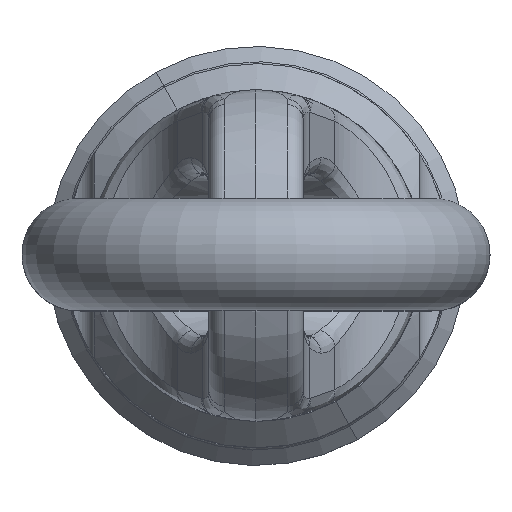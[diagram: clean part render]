
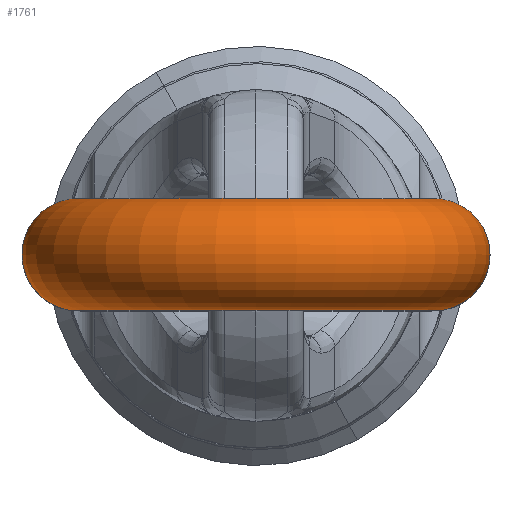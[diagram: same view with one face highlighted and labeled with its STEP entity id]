
A CAD part, top view. The second image highlights one B-rep face of the part: STEP entity #1761.
In plain terms, the highlighted toroidal (fillet/blend) face has major radius 51 mm and minor radius 16 mm.
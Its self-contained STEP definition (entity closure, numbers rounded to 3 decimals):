
#1709=CARTESIAN_POINT('Vertex',(-51.198,16.,136.5)) ;
#1716=CARTESIAN_POINT('Vertex',(-51.198,-16.,136.5)) ;
#1719=CARTESIAN_POINT('Axis2P3D Location',(-51.198,0.,136.5)) ;
#1731=CARTESIAN_POINT('Axis2P3D Location',(-0.198,0.,136.5)) ;
#1736=CARTESIAN_POINT('Axis2P3D Location',(-0.198,16.,136.5)) ;
#1740=CARTESIAN_POINT('Vertex',(50.802,16.,136.5)) ;
#1743=CARTESIAN_POINT('Axis2P3D Location',(-0.198,-16.,136.5)) ;
#1747=CARTESIAN_POINT('Vertex',(50.802,-16.,136.5)) ;
#1750=CARTESIAN_POINT('Axis2P3D Location',(50.802,0.,136.5)) ;
#1720=DIRECTION('Axis2P3D Direction',(0.,0.,1.)) ;
#1732=DIRECTION('Axis2P3D Direction',(0.,1.,0.)) ;
#1733=DIRECTION('Axis2P3D XDirection',(-1.,0.,0.)) ;
#1737=DIRECTION('Axis2P3D Direction',(0.,1.,-0.)) ;
#1744=DIRECTION('Axis2P3D Direction',(0.,1.,-0.)) ;
#1751=DIRECTION('Axis2P3D Direction',(0.,0.,1.)) ;
#1721=AXIS2_PLACEMENT_3D('Circle Axis2P3D',#1719,#1720,$) ;
#1734=AXIS2_PLACEMENT_3D('Torus Axis2P3D',#1731,#1732,#1733) ;
#1738=AXIS2_PLACEMENT_3D('Circle Axis2P3D',#1736,#1737,$) ;
#1745=AXIS2_PLACEMENT_3D('Circle Axis2P3D',#1743,#1744,$) ;
#1752=AXIS2_PLACEMENT_3D('Circle Axis2P3D',#1750,#1751,$) ;
#1756=ORIENTED_EDGE('',*,*,#1742,.F.) ;
#1757=ORIENTED_EDGE('',*,*,#1723,.T.) ;
#1758=ORIENTED_EDGE('',*,*,#1749,.T.) ;
#1759=ORIENTED_EDGE('',*,*,#1754,.F.) ;
#1761=ADVANCED_FACE('YK8216-160C.1\\\X2\81E5935B7CBE52A05DE55716\X0\',(#1760),#1735,.T.) ;
#1722=CIRCLE('generated circle',#1721,16.) ;
#1739=CIRCLE('generated circle',#1738,51.) ;
#1746=CIRCLE('generated circle',#1745,51.) ;
#1753=CIRCLE('generated circle',#1752,16.) ;
#1735=TOROIDAL_SURFACE('homeo Torus',#1734,51.,16.) ;
#1723=EDGE_CURVE('',#1710,#1717,#1722,.T.) ;
#1742=EDGE_CURVE('',#1710,#1741,#1739,.T.) ;
#1749=EDGE_CURVE('',#1717,#1748,#1746,.T.) ;
#1754=EDGE_CURVE('',#1741,#1748,#1753,.F.) ;
#1755=EDGE_LOOP('',(#1756,#1757,#1758,#1759)) ;
#1760=FACE_OUTER_BOUND('',#1755,.T.) ;
#1710=VERTEX_POINT('',#1709) ;
#1717=VERTEX_POINT('',#1716) ;
#1741=VERTEX_POINT('',#1740) ;
#1748=VERTEX_POINT('',#1747) ;
